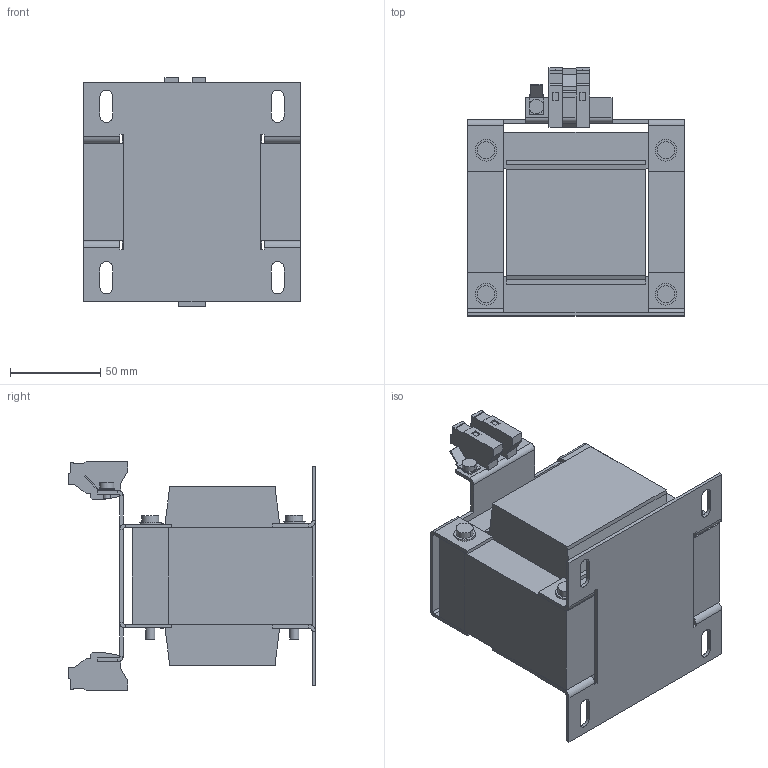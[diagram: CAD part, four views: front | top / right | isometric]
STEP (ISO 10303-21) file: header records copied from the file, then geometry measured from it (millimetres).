
FILE_DESCRIPTION (( 'STEP AP214' ), '1' );
FILE_NAME ('209350.STEP', '2020-07-23T07:29:34', ( '' ), ( '' ), 'SwSTEP 2.0', 'SolidWorks 2018', '' );
FILE_SCHEMA (( 'AUTOMOTIVE_DESIGN' ));
Length unit declared in the file: millimetre
Products named in the file (1): 209350
Bounding box: 120 x 137.7 x 127 mm (x, y, z)
Volume: 921036.5 mm3; surface area: 134765 mm2
Topology: 1 solids, 1 shells, 372 faces, 938 edges, 590 vertices
Faces by surface type: plane 287, cylinder 85
Entity records: 11038 total; most frequent: CARTESIAN_POINT 1901, ORIENTED_EDGE 1876, DIRECTION 1862, EDGE_CURVE 938, LINE 760, VECTOR 760, VERTEX_POINT 590, AXIS2_PLACEMENT_3D 551
